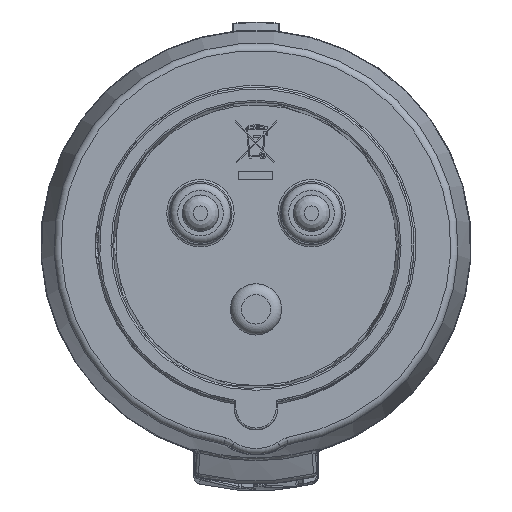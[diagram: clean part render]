
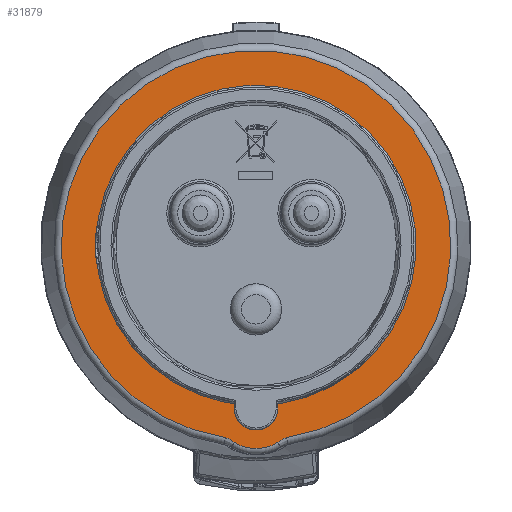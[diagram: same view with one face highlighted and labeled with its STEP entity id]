
A CAD part, front view. The second image highlights one B-rep face of the part: STEP entity #31879.
In plain terms, the highlighted planar face has unit normal (0, -1, 0).
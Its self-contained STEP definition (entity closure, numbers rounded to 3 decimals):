
#1490=FACE_BOUND('',#9900,.T.);
#3415=B_SPLINE_CURVE_WITH_KNOTS('',3,(#86817,#86818,#86819,#86820,#86821),
 .UNSPECIFIED.,.F.,.F.,(4,1,4),(-1.,-0.5,0.),
 .UNSPECIFIED.);
#3416=B_SPLINE_CURVE_WITH_KNOTS('',3,(#86825,#86826,#86827,#86828,#86829),
 .UNSPECIFIED.,.F.,.F.,(4,1,4),(-1.,-0.5,0.),
 .UNSPECIFIED.);
#8002=FACE_OUTER_BOUND('',#9899,.T.);
#9899=EDGE_LOOP('',(#27598,#27599,#27600,#27601));
#9900=EDGE_LOOP('',(#27602,#27603));
#11025=CIRCLE('',#33985,21.85);
#11027=CIRCLE('',#33987,21.85);
#11084=CIRCLE('',#34086,26.599);
#11085=CIRCLE('',#34087,5.7);
#13863=VERTEX_POINT('',#85178);
#13864=VERTEX_POINT('',#85179);
#13967=VERTEX_POINT('',#86815);
#13968=VERTEX_POINT('',#86816);
#13969=VERTEX_POINT('',#86822);
#13970=VERTEX_POINT('',#86824);
#18350=EDGE_CURVE('',#13863,#13864,#11025,.T.);
#18352=EDGE_CURVE('',#13864,#13863,#11027,.T.);
#18528=EDGE_CURVE('',#13967,#13968,#3415,.T.);
#18529=EDGE_CURVE('',#13969,#13967,#11084,.T.);
#18530=EDGE_CURVE('',#13970,#13969,#3416,.T.);
#18531=EDGE_CURVE('',#13968,#13970,#11085,.T.);
#27598=ORIENTED_EDGE('',*,*,#18528,.F.);
#27599=ORIENTED_EDGE('',*,*,#18529,.F.);
#27600=ORIENTED_EDGE('',*,*,#18530,.F.);
#27601=ORIENTED_EDGE('',*,*,#18531,.F.);
#27602=ORIENTED_EDGE('',*,*,#18350,.F.);
#27603=ORIENTED_EDGE('',*,*,#18352,.F.);
#28316=PLANE('',#34085);
#31879=ADVANCED_FACE('',(#8002,#1490),#28316,.T.);
#33985=AXIS2_PLACEMENT_3D('',#85180,#39587,#39588);
#33987=AXIS2_PLACEMENT_3D('',#85182,#39591,#39592);
#34085=AXIS2_PLACEMENT_3D('',#86814,#39805,#39806);
#34086=AXIS2_PLACEMENT_3D('',#86823,#39807,#39808);
#34087=AXIS2_PLACEMENT_3D('',#86830,#39809,#39810);
#39587=DIRECTION('center_axis',(0.,-1.,0.));
#39588=DIRECTION('ref_axis',(1.,0.,0.));
#39591=DIRECTION('center_axis',(0.,-1.,0.));
#39592=DIRECTION('ref_axis',(1.,0.,0.));
#39805=DIRECTION('center_axis',(0.,-1.,0.));
#39806=DIRECTION('ref_axis',(1.,0.,0.));
#39807=DIRECTION('center_axis',(0.,1.,0.));
#39808=DIRECTION('ref_axis',(0.,0.,
1.));
#39809=DIRECTION('center_axis',(0.,1.,0.));
#39810=DIRECTION('ref_axis',(0.,0.,
-1.));
#85178=CARTESIAN_POINT('',(-0.37,-16.11,-21.847));
#85179=CARTESIAN_POINT('',(-21.85,-16.11,0.));
#85180=CARTESIAN_POINT('Origin',(0.,-16.11,
0.));
#85182=CARTESIAN_POINT('Origin',(0.,-16.11,
0.));
#86814=CARTESIAN_POINT('Origin',(21.338,-16.11,0.));
#86815=CARTESIAN_POINT('',(4.198,-16.11,-26.266));
#86816=CARTESIAN_POINT('',(2.986,-16.11,-26.905));
#86817=CARTESIAN_POINT('Ctrl Pts',(4.198,-16.11,-26.266));
#86818=CARTESIAN_POINT('Ctrl Pts',(3.97,-16.11,-26.302));
#86819=CARTESIAN_POINT('Ctrl Pts',(3.556,-16.11,-26.494));
#86820=CARTESIAN_POINT('Ctrl Pts',(3.182,-16.11,-26.784));
#86821=CARTESIAN_POINT('Ctrl Pts',(2.986,-16.11,-26.905));
#86822=CARTESIAN_POINT('',(-4.198,-16.11,-26.266));
#86823=CARTESIAN_POINT('Origin',(0.,-16.11,
0.));
#86824=CARTESIAN_POINT('',(-2.986,-16.11,-26.905));
#86825=CARTESIAN_POINT('Ctrl Pts',(-2.986,-16.11,
-26.905));
#86826=CARTESIAN_POINT('Ctrl Pts',(-3.182,-16.11,
-26.784));
#86827=CARTESIAN_POINT('Ctrl Pts',(-3.556,-16.11,
-26.494));
#86828=CARTESIAN_POINT('Ctrl Pts',(-3.97,-16.11,
-26.302));
#86829=CARTESIAN_POINT('Ctrl Pts',(-4.198,-16.11,
-26.266));
#86830=CARTESIAN_POINT('Origin',(0.,-16.11,
-22.05));
